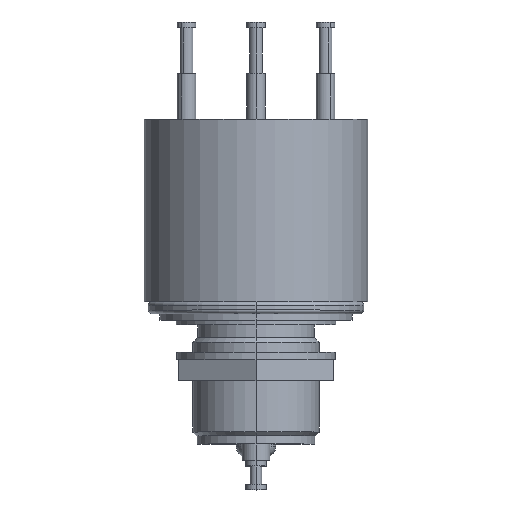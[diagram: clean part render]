
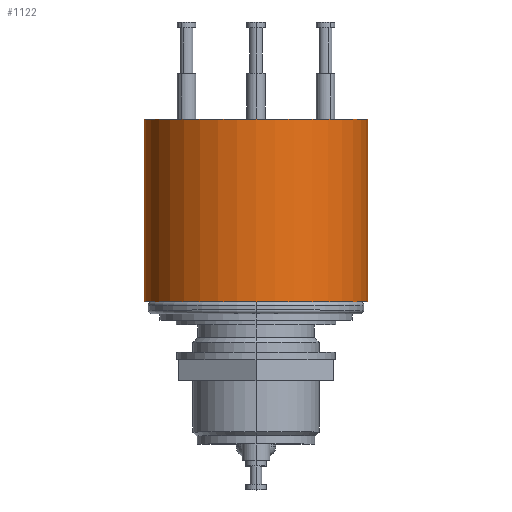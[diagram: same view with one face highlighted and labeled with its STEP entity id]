
A CAD part, top view. The second image highlights one B-rep face of the part: STEP entity #1122.
In plain terms, the highlighted cylindrical face has radius 12.2 mm (diameter 24.4 mm), a partial arc.
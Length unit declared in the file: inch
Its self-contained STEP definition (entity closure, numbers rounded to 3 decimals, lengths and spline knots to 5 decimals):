
#1115 = FACE_OUTER_BOUND ( 'NONE', #7478, .T. ) ;
#1122 = ADVANCED_FACE ( 'NONE', ( #1115 ), #2712, .T. ) ;
#2188 = AXIS2_PLACEMENT_3D ( 'NONE', #7883, #7885, #7886 ) ;
#2191 = AXIS2_PLACEMENT_3D ( 'NONE', #7901, #7902, #7903 ) ;
#2640 = ORIENTED_EDGE ( 'NONE', *, *, #5859, .F. ) ;
#2641 = ORIENTED_EDGE ( 'NONE', *, *, #5858, .F. ) ;
#2643 = ORIENTED_EDGE ( 'NONE', *, *, #5998, .T. ) ;
#2712 = CYLINDRICAL_SURFACE ( 'NONE', #5898, 0.48031 ) ;
#2720 = ORIENTED_EDGE ( 'NONE', *, *, #5864, .T. ) ;
#3179 = VERTEX_POINT ( 'NONE', #6636 ) ;
#3180 = VERTEX_POINT ( 'NONE', #6637 ) ;
#3181 = VERTEX_POINT ( 'NONE', #6638 ) ;
#3182 = VERTEX_POINT ( 'NONE', #6639 ) ;
#3273 = DIRECTION ( 'NONE',  ( -1., 0., 0. ) ) ;
#3274 = DIRECTION ( 'NONE',  ( 0., -1., 0. ) ) ;
#3348 = CARTESIAN_POINT ( 'NONE',  ( 0., 1.3937, 0. ) ) ;
#5858 = EDGE_CURVE ( 'NONE', #3181, #3182, #8264, .T. ) ;
#5859 = EDGE_CURVE ( 'NONE', #3182, #3180, #8263, .T. ) ;
#5864 = EDGE_CURVE ( 'NONE', #3179, #3180, #8271, .T. ) ;
#5898 = AXIS2_PLACEMENT_3D ( 'NONE', #3348, #3274, #3273 ) ;
#5998 = EDGE_CURVE ( 'NONE', #3181, #3179, #8404, .T. ) ;
#6636 = CARTESIAN_POINT ( 'NONE',  ( -0.48031, 0.61024, 0. ) ) ;
#6637 = CARTESIAN_POINT ( 'NONE',  ( 0.48031, 0.61024, 0. ) ) ;
#6638 = CARTESIAN_POINT ( 'NONE',  ( -0.48031, 1.3937, 0. ) ) ;
#6639 = CARTESIAN_POINT ( 'NONE',  ( 0.48031, 1.3937, 0. ) ) ;
#7478 = EDGE_LOOP ( 'NONE', ( #2640, #2641, #2643, #2720 ) ) ;
#7881 = CARTESIAN_POINT ( 'NONE',  ( 0.48031, 1.3937, 0. ) ) ;
#7883 = CARTESIAN_POINT ( 'NONE',  ( 0., 1.3937, 0. ) ) ;
#7885 = DIRECTION ( 'NONE',  ( 0., 1., 0. ) ) ;
#7886 = DIRECTION ( 'NONE',  ( 1., 0., 0. ) ) ;
#7888 = DIRECTION ( 'NONE',  ( 0., -1., 0. ) ) ;
#7901 = CARTESIAN_POINT ( 'NONE',  ( 0., 0.61024, 0. ) ) ;
#7902 = DIRECTION ( 'NONE',  ( 0., 1., 0. ) ) ;
#7903 = DIRECTION ( 'NONE',  ( 1., 0., 0. ) ) ;
#8161 = CARTESIAN_POINT ( 'NONE',  ( -0.48031, 1.3937, 0. ) ) ;
#8162 = DIRECTION ( 'NONE',  ( 0., -1., 0. ) ) ;
#8260 = VECTOR ( 'NONE', #7888, 39.37008 ) ;
#8263 = LINE ( 'NONE', #7881, #8260 ) ;
#8264 = CIRCLE ( 'NONE', #2188, 0.48031 ) ;
#8271 = CIRCLE ( 'NONE', #2191, 0.48031 ) ;
#8404 = LINE ( 'NONE', #8161, #8405 ) ;
#8405 = VECTOR ( 'NONE', #8162, 39.37008 ) ;
